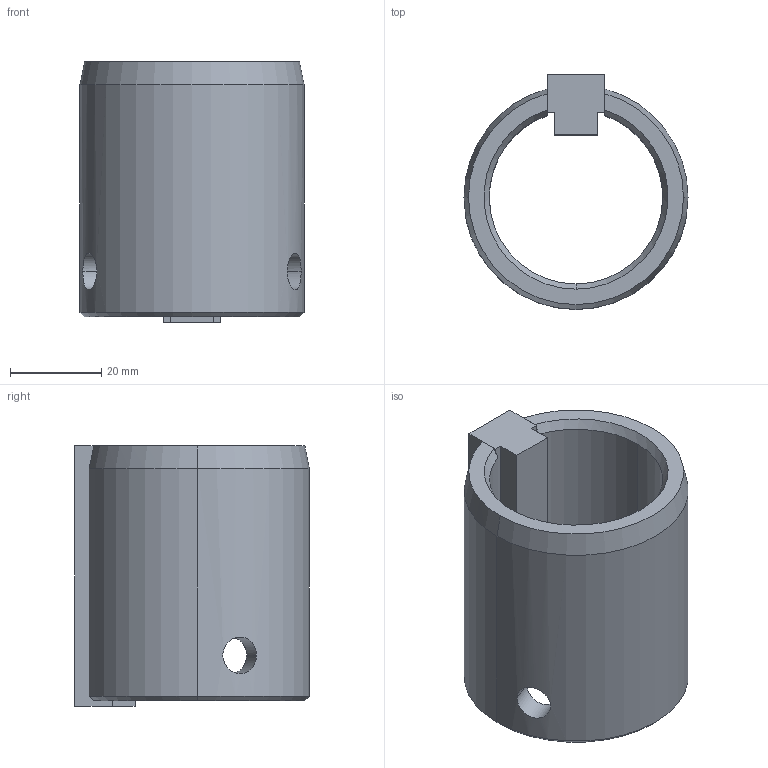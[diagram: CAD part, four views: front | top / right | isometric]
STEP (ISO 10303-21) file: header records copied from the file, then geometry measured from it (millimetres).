
FILE_DESCRIPTION (( 'STEP AP203' ), '1' );
FILE_NAME ('WGSS-262-112-OB.step', '2022-12-08T20:03:41', ( '' ), ( '' ), 'SwSTEP 2.0', 'SolidWorks 2021', '' );
FILE_SCHEMA (( 'CONFIG_CONTROL_DESIGN' ));
Length unit declared in the file: millimetre
Products named in the file (1): WGSS-262-112-OB
Bounding box: 49.21 x 51.57 x 57.15 mm (x, y, z)
Volume: 46164.4 mm3; surface area: 18893.8 mm2
Topology: 2 solids, 2 shells, 33 faces, 83 edges, 54 vertices
Faces by surface type: plane 14, cylinder 10, cone 9
Entity records: 1326 total; most frequent: CARTESIAN_POINT 459, ORIENTED_EDGE 166, DIRECTION 157, EDGE_CURVE 83, AXIS2_PLACEMENT_3D 56, VERTEX_POINT 54, LINE 45, VECTOR 45
